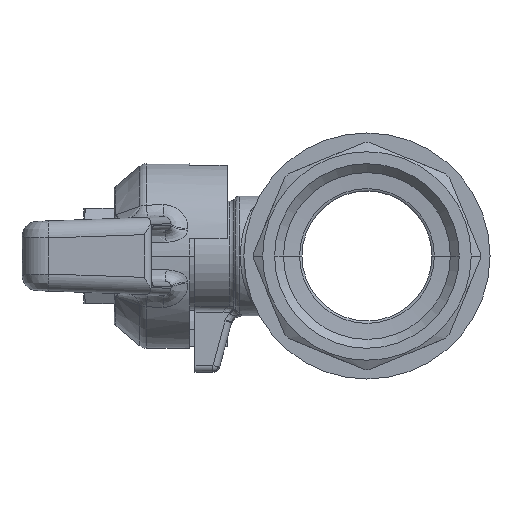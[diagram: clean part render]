
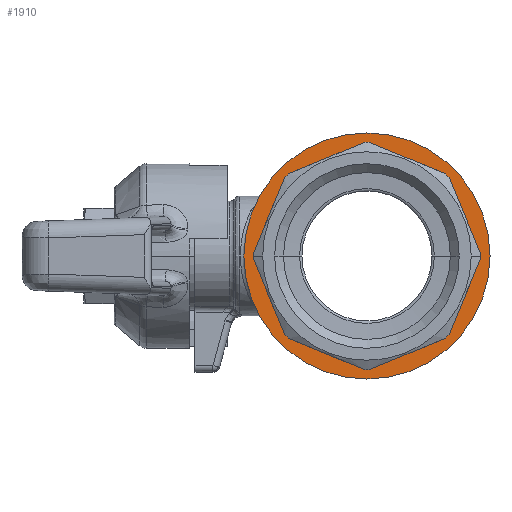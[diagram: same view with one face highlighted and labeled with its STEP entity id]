
A CAD part, left-side view. The second image highlights one B-rep face of the part: STEP entity #1910.
In plain terms, the highlighted face is planar.
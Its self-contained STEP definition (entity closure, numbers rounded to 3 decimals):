
#100=CARTESIAN_POINT('',(17.,-18.,0.));
#110=VERTEX_POINT('',#100);
#290=CARTESIAN_POINT('',(17.,18.,0.));
#300=VERTEX_POINT('',#290);
#330=CARTESIAN_POINT('',(17.,0.,0.));
#340=DIRECTION('',(1.,0.,0.));
#350=DIRECTION('',(0.,-1.,0.));
#360=AXIS2_PLACEMENT_3D('',#330,#340,#350);
#370=CIRCLE('',#360,18.);
#380=EDGE_CURVE('',#300,#110,#370,.T.);
#430=CARTESIAN_POINT('',(17.,0.,0.));
#440=DIRECTION('',(1.,0.,0.));
#450=DIRECTION('',(0.,1.,0.));
#460=AXIS2_PLACEMENT_3D('',#430,#440,#450);
#470=PLANE('',#460);
#480=EDGE_CURVE('',#110,#300,#370,.T.);
#490=ORIENTED_EDGE('',*,*,#480,.T.);
#500=ORIENTED_EDGE('',*,*,#380,.T.);
#510=EDGE_LOOP('',(#500,#490));
#520=FACE_OUTER_BOUND('',#510,.T.);
#530=CARTESIAN_POINT('',(17.,0.,0.));
#540=DIRECTION('',(-1.,0.,0.));
#550=DIRECTION('',(0.,-0.024,1.));
#560=AXIS2_PLACEMENT_3D('',#530,#540,#550);
#570=CIRCLE('',#560,16.615);
#580=CARTESIAN_POINT('',(17.,-0.403,16.61));
#590=VERTEX_POINT('',#580);
#600=CARTESIAN_POINT('',(17.,0.403,16.61));
#610=VERTEX_POINT('',#600);
#620=EDGE_CURVE('',#590,#610,#570,.T.);
#630=ORIENTED_EDGE('',*,*,#620,.T.);
#640=CARTESIAN_POINT('',(17.,-11.46,12.03));
#650=DIRECTION('',(0.,0.924,0.383));
#660=VECTOR('',#650,1.);
#670=LINE('',#640,#660);
#680=CARTESIAN_POINT('',(17.,-11.46,12.03));
#690=VERTEX_POINT('',#680);
#700=EDGE_CURVE('',#690,#590,#670,.T.);
#710=ORIENTED_EDGE('',*,*,#700,.T.);
#720=CARTESIAN_POINT('',(17.,0.,0.));
#730=DIRECTION('',(-1.,0.,0.));
#740=DIRECTION('',(0.,-0.724,0.69));
#750=AXIS2_PLACEMENT_3D('',#720,#730,#740);
#760=CIRCLE('',#750,16.615);
#770=CARTESIAN_POINT('',(17.,-12.03,11.46));
#780=VERTEX_POINT('',#770);
#790=EDGE_CURVE('',#780,#690,#760,.T.);
#800=ORIENTED_EDGE('',*,*,#790,.T.);
#810=CARTESIAN_POINT('',(17.,-16.61,0.403));
#820=DIRECTION('',(0.,0.383,0.924));
#830=VECTOR('',#820,1.);
#840=LINE('',#810,#830);
#850=CARTESIAN_POINT('',(17.,-16.61,0.403));
#860=VERTEX_POINT('',#850);
#870=EDGE_CURVE('',#860,#780,#840,.T.);
#880=ORIENTED_EDGE('',*,*,#870,.T.);
#890=CARTESIAN_POINT('',(17.,0.,0.));
#900=DIRECTION('',(-1.,-0.,0.));
#910=DIRECTION('',(0.,-1.,-0.024));
#920=AXIS2_PLACEMENT_3D('',#890,#900,#910);
#930=CIRCLE('',#920,16.615);
#940=CARTESIAN_POINT('',(17.,-16.61,-0.403));
#950=VERTEX_POINT('',#940);
#960=EDGE_CURVE('',#950,#860,#930,.T.);
#970=ORIENTED_EDGE('',*,*,#960,.T.);
#980=CARTESIAN_POINT('',(17.,-12.03,-11.46));
#990=DIRECTION('',(0.,-0.383,0.924));
#1000=VECTOR('',#990,1.);
#1010=LINE('',#980,#1000);
#1020=CARTESIAN_POINT('',(17.,-12.03,-11.46));
#1030=VERTEX_POINT('',#1020);
#1040=EDGE_CURVE('',#1030,#950,#1010,.T.);
#1050=ORIENTED_EDGE('',*,*,#1040,.T.);
#1060=CARTESIAN_POINT('',(17.,0.,0.));
#1070=DIRECTION('',(-1.,-0.,0.));
#1080=DIRECTION('',(0.,-0.69,-0.724));
#1090=AXIS2_PLACEMENT_3D('',#1060,#1070,#1080);
#1100=CIRCLE('',#1090,16.615);
#1110=CARTESIAN_POINT('',(17.,-11.46,-12.03));
#1120=VERTEX_POINT('',#1110);
#1130=EDGE_CURVE('',#1120,#1030,#1100,.T.);
#1140=ORIENTED_EDGE('',*,*,#1130,.T.);
#1150=CARTESIAN_POINT('',(17.,-0.403,-16.61));
#1160=DIRECTION('',(0.,-0.924,0.383));
#1170=VECTOR('',#1160,1.);
#1180=LINE('',#1150,#1170);
#1190=CARTESIAN_POINT('',(17.,-0.403,-16.61));
#1200=VERTEX_POINT('',#1190);
#1210=EDGE_CURVE('',#1200,#1120,#1180,.T.);
#1220=ORIENTED_EDGE('',*,*,#1210,.T.);
#1230=CARTESIAN_POINT('',(17.,0.,0.));
#1240=DIRECTION('',(-1.,0.,0.));
#1250=DIRECTION('',(0.,0.024,-1.));
#1260=AXIS2_PLACEMENT_3D('',#1230,#1240,#1250);
#1270=CIRCLE('',#1260,16.615);
#1280=CARTESIAN_POINT('',(17.,0.403,-16.61));
#1290=VERTEX_POINT('',#1280);
#1300=EDGE_CURVE('',#1290,#1200,#1270,.T.);
#1310=ORIENTED_EDGE('',*,*,#1300,.T.);
#1320=CARTESIAN_POINT('',(17.,11.46,-12.03));
#1330=DIRECTION('',(0.,-0.924,-0.383));
#1340=VECTOR('',#1330,1.);
#1350=LINE('',#1320,#1340);
#1360=CARTESIAN_POINT('',(17.,11.46,-12.03));
#1370=VERTEX_POINT('',#1360);
#1380=EDGE_CURVE('',#1370,#1290,#1350,.T.);
#1390=ORIENTED_EDGE('',*,*,#1380,.T.);
#1400=CARTESIAN_POINT('',(17.,0.,0.));
#1410=DIRECTION('',(-1.,0.,0.));
#1420=DIRECTION('',(0.,0.724,-0.69));
#1430=AXIS2_PLACEMENT_3D('',#1400,#1410,#1420);
#1440=CIRCLE('',#1430,16.615);
#1450=CARTESIAN_POINT('',(17.,12.03,-11.46));
#1460=VERTEX_POINT('',#1450);
#1470=EDGE_CURVE('',#1460,#1370,#1440,.T.);
#1480=ORIENTED_EDGE('',*,*,#1470,.T.);
#1490=CARTESIAN_POINT('',(17.,16.61,-0.403));
#1500=DIRECTION('',(0.,-0.383,-0.924));
#1510=VECTOR('',#1500,1.);
#1520=LINE('',#1490,#1510);
#1530=CARTESIAN_POINT('',(17.,16.61,-0.403));
#1540=VERTEX_POINT('',#1530);
#1550=EDGE_CURVE('',#1540,#1460,#1520,.T.);
#1560=ORIENTED_EDGE('',*,*,#1550,.T.);
#1570=CARTESIAN_POINT('',(17.,0.,0.));
#1580=DIRECTION('',(-1.,0.,0.));
#1590=DIRECTION('',(0.,1.,0.024));
#1600=AXIS2_PLACEMENT_3D('',#1570,#1580,#1590);
#1610=CIRCLE('',#1600,16.615);
#1620=CARTESIAN_POINT('',(17.,16.61,0.403));
#1630=VERTEX_POINT('',#1620);
#1640=EDGE_CURVE('',#1630,#1540,#1610,.T.);
#1650=ORIENTED_EDGE('',*,*,#1640,.T.);
#1660=CARTESIAN_POINT('',(17.,12.03,11.46));
#1670=DIRECTION('',(0.,0.383,-0.924));
#1680=VECTOR('',#1670,1.);
#1690=LINE('',#1660,#1680);
#1700=CARTESIAN_POINT('',(17.,12.03,11.46));
#1710=VERTEX_POINT('',#1700);
#1720=EDGE_CURVE('',#1710,#1630,#1690,.T.);
#1730=ORIENTED_EDGE('',*,*,#1720,.T.);
#1740=CARTESIAN_POINT('',(17.,0.,0.));
#1750=DIRECTION('',(-1.,0.,0.));
#1760=DIRECTION('',(0.,0.69,0.724));
#1770=AXIS2_PLACEMENT_3D('',#1740,#1750,#1760);
#1780=CIRCLE('',#1770,16.615);
#1790=CARTESIAN_POINT('',(17.,11.46,12.03));
#1800=VERTEX_POINT('',#1790);
#1810=EDGE_CURVE('',#1800,#1710,#1780,.T.);
#1820=ORIENTED_EDGE('',*,*,#1810,.T.);
#1830=CARTESIAN_POINT('',(17.,0.403,16.61));
#1840=DIRECTION('',(0.,0.924,-0.383));
#1850=VECTOR('',#1840,1.);
#1860=LINE('',#1830,#1850);
#1870=EDGE_CURVE('',#610,#1800,#1860,.T.);
#1880=ORIENTED_EDGE('',*,*,#1870,.T.);
#1890=EDGE_LOOP('',(#1880,#1820,#1730,#1650,#1560,#1480,#1390,#1310,
#1220,#1140,#1050,#970,#880,#800,#710,#630));
#1900=FACE_BOUND('',#1890,.T.);
#1910=ADVANCED_FACE('',(#520,#1900),#470,.T.);
